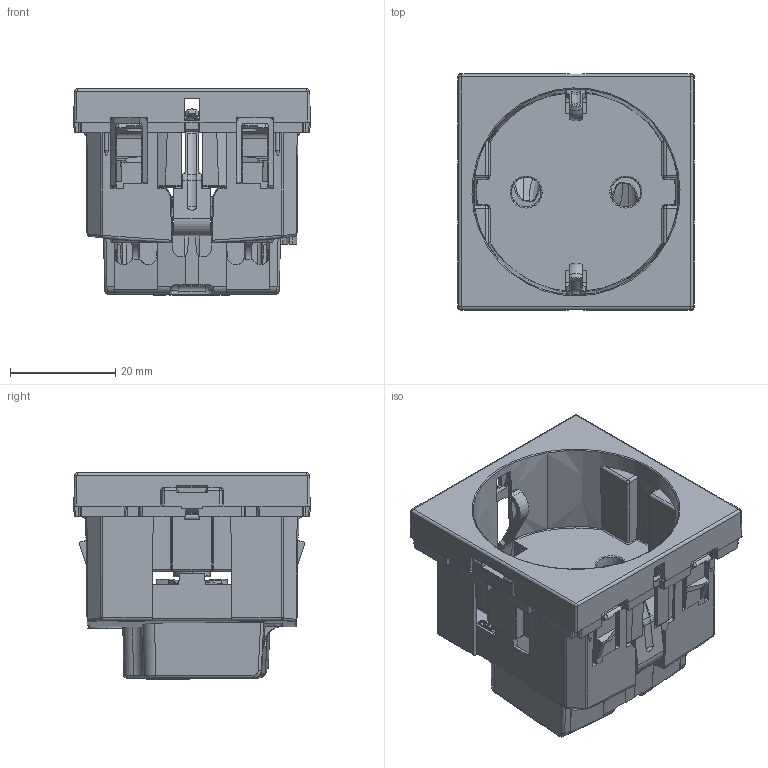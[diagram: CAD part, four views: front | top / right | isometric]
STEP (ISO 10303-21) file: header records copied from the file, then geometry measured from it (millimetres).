
FILE_DESCRIPTION(('CATIA V5 STEP Exchange','CAx-IF Rec.Pracs.--- Model Styling and Organization---1.5--- 2016-08-15','CAx-IF Rec.Pracs.---Supplemental Geometry---1.0---2011-11-01','CAx-IF Rec.Pracs.--- Composite Materials ---1.1---2010-07-15'),'2;1');
FILE_NAME('572118 _AllCATPart.stp','2022-10-27T14:43:13+00:00',('none'),('none'),'CATIA Version 5-6 Release 2020 SP3','CATIA V5 STEP AP214 v2','none');
FILE_SCHEMA(('AUTOMOTIVE_DESIGN { 1 0 10303 214 1 1 1 1 }'));
Products named in the file (1): 572118 _AllCATPart
Bounding box: 45.06 x 45.16 x 39.25 mm (x, y, z)
Volume: 14853.3 mm3; surface area: 25280.2 mm2
Topology: 2 solids, 2 shells, 6120 faces, 18035 edges, 11876 vertices
Faces by surface type: plane 5334, cylinder 397, bspline 146, cone 132, torus 65, sphere 42, revolution 4
Entity records: 209692 total; most frequent: CARTESIAN_POINT 62994, ORIENTED_EDGE 35978, DIRECTION 22048, EDGE_CURVE 17989, VERTEX_POINT 11876, VECTOR 10513, LINE 10513, B_SPLINE_CURVE_WITH_KNOTS 6897
